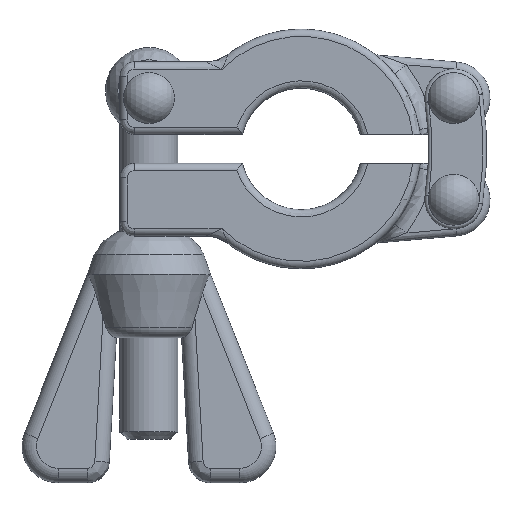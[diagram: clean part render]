
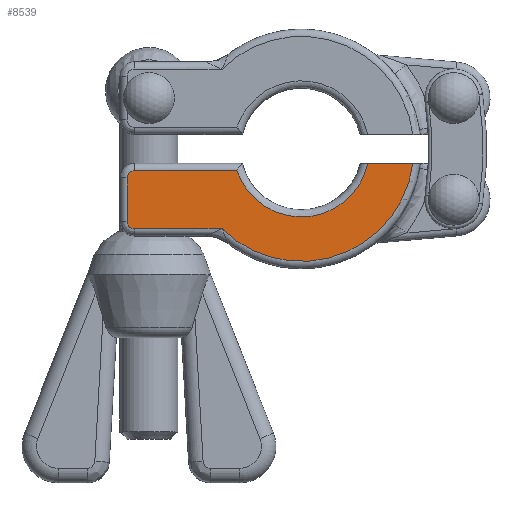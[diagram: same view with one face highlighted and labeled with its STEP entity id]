
A CAD part, top view. The second image highlights one B-rep face of the part: STEP entity #8539.
In plain terms, the highlighted face is planar.
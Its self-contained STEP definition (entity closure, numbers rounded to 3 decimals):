
#4526=CARTESIAN_POINT('',(-10.92,11.,-8.25));
#4527=VERTEX_POINT('',#4526);
#4664=CARTESIAN_POINT('',(-23.,11.0,-8.25));
#4665=VERTEX_POINT('',#4664);
#4666=CARTESIAN_POINT('',(-10.92,11.,-8.25));
#4667=DIRECTION('',(-1.0,0.0,0.0));
#4668=VECTOR('',#4667,12.08);
#4669=LINE('',#4666,#4668);
#4670=EDGE_CURVE('',#4527,#4665,#4669,.T.);
#4705=CARTESIAN_POINT('',(15.37,2.,-8.25));
#4706=VERTEX_POINT('',#4705);
#4732=CARTESIAN_POINT('',(0.0,0.0,-8.25));
#4733=DIRECTION('',(0.0,0.0,1.0));
#4734=DIRECTION('',(0.34,0.941,0.0));
#4735=AXIS2_PLACEMENT_3D('',#4732,#4733,#4734);
#4736=CIRCLE('',#4735,15.5);
#4737=EDGE_CURVE('',#4706,#4527,#4736,.T.);
#6305=CARTESIAN_POINT('',(-23.0,3.,-8.25));
#6306=VERTEX_POINT('',#6305);
#6325=CARTESIAN_POINT('',(-24.0,4.0,-8.25));
#6326=VERTEX_POINT('',#6325);
#6334=CARTESIAN_POINT('',(-23.0,4.,-8.25));
#6335=DIRECTION('',(0.0,0.0,1.0));
#6336=DIRECTION('',(-0.707,-0.707,0.0));
#6337=AXIS2_PLACEMENT_3D('',#6334,#6335,#6336);
#6338=CIRCLE('',#6337,1.);
#6339=EDGE_CURVE('',#6326,#6306,#6338,.T.);
#6562=CARTESIAN_POINT('',(-8.886,3.,-8.25));
#6563=VERTEX_POINT('',#6562);
#6564=CARTESIAN_POINT('',(-23.0,3.,-8.25));
#6565=DIRECTION('',(1.0,0.0,0.0));
#6566=VECTOR('',#6565,14.114);
#6567=LINE('',#6564,#6566);
#6568=EDGE_CURVE('',#6306,#6563,#6567,.T.);
#6726=CARTESIAN_POINT('',(-24.,10.,-8.25));
#6727=VERTEX_POINT('',#6726);
#6745=CARTESIAN_POINT('',(-23.,10.,-8.25));
#6746=DIRECTION('',(0.0,0.0,1.0));
#6747=DIRECTION('',(-0.707,0.707,0.0));
#6748=AXIS2_PLACEMENT_3D('',#6745,#6746,#6747);
#6749=CIRCLE('',#6748,1.);
#6750=EDGE_CURVE('',#4665,#6727,#6749,.T.);
#6819=CARTESIAN_POINT('',(-24.,10.,-8.25));
#6820=DIRECTION('',(0.0,-1.0,0.0));
#6821=VECTOR('',#6820,6.);
#6822=LINE('',#6819,#6821);
#6823=EDGE_CURVE('',#6727,#6326,#6822,.T.);
#7286=CARTESIAN_POINT('',(9.163,2.0,-8.25));
#7287=VERTEX_POINT('',#7286);
#7313=CARTESIAN_POINT('',(9.163,2.0,-8.25));
#7314=DIRECTION('',(1.0,0.0,0.0));
#7315=VECTOR('',#7314,6.208);
#7316=LINE('',#7313,#7315);
#7317=EDGE_CURVE('',#7287,#4706,#7316,.T.);
#7355=CARTESIAN_POINT('',(0.0,0.0,-8.25));
#7356=DIRECTION('',(0.0,0.0,-1.0));
#7357=DIRECTION('',(0.0,1.0,0.0));
#7358=AXIS2_PLACEMENT_3D('',#7355,#7356,#7357);
#7359=CIRCLE('',#7358,9.378);
#7360=EDGE_CURVE('',#6563,#7287,#7359,.T.);
#8524=CARTESIAN_POINT('',(-5.051,7.563,-8.25));
#8525=DIRECTION('',(0.0,0.0,1.0));
#8526=DIRECTION('',(1.0,0.0,0.0));
#8527=AXIS2_PLACEMENT_3D('',#8524,#8525,#8526);
#8528=PLANE('',#8527);
#8529=ORIENTED_EDGE('',*,*,#6339,.F.);
#8530=ORIENTED_EDGE('',*,*,#6823,.F.);
#8531=ORIENTED_EDGE('',*,*,#6750,.F.);
#8532=ORIENTED_EDGE('',*,*,#4670,.F.);
#8533=ORIENTED_EDGE('',*,*,#4737,.F.);
#8534=ORIENTED_EDGE('',*,*,#7317,.F.);
#8535=ORIENTED_EDGE('',*,*,#7360,.F.);
#8536=ORIENTED_EDGE('',*,*,#6568,.F.);
#8537=EDGE_LOOP('',(#8529,#8530,#8531,#8532,#8533,#8534,#8535,#8536));
#8538=FACE_OUTER_BOUND('',#8537,.T.);
#8539=ADVANCED_FACE('',(#8538),#8528,.F.);
